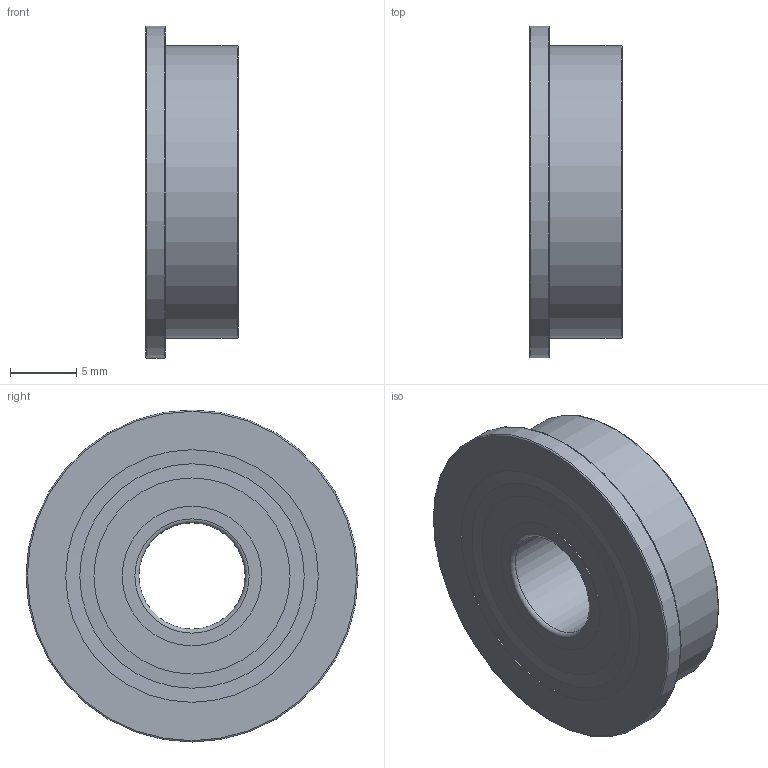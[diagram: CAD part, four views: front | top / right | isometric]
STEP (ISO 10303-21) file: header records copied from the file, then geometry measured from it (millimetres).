
FILE_DESCRIPTION( ( 'STEP AP214' ), '1' );
FILE_NAME( 'W 608 R-2Z.stp', '2020-09-27T17:44:18', ( 'License CC BY-ND 4.0' ), ( 'CADENAS' ), ' ', 'PARTsolutions', ' ' );
FILE_SCHEMA( ( 'AUTOMOTIVE_DESIGN { 1 0 10303 214 1 1 1 1 }' ) );
Length unit declared in the file: millimetre
Products named in the file (5): W 608 R-2Z; _W 608 R-2Z_PART1; _W 608 R-2Z_PART2; _W 608 R-2Z_PART3; _W 608 R-2Z_PART4
Assembly tree (16 placements, depth 2):
  W 608 R-2Z
    _W 608 R-2Z_PART1
    _W 608 R-2Z_PART2
    _W 608 R-2Z_PART3  x7
    _W 608 R-2Z_PART4  x7
Bounding box: 7 x 25 x 25 mm (x, y, z)
Volume: 1696.3 mm3; surface area: 3106.7 mm2
Topology: 9 solids, 9 shells, 52 faces, 101 edges, 69 vertices
Faces by surface type: plane 13, cylinder 13, torus 11, cone 8, sphere 7
Full cylindrical faces by diameter (mm): 8 x1, 10.5 x2, 12.42 x2, 17.66 x2, 19.03 x4, 22 x1, 25 x1
Entity records: 1488 total; most frequent: DIRECTION 216, CARTESIAN_POINT 157, AXIS2_PLACEMENT_3D 108, EDGE_LOOP 90, ORIENTED_EDGE 90, FACE_OUTER_BOUND 69, VERTEX_POINT 48, STYLED_ITEM 46
